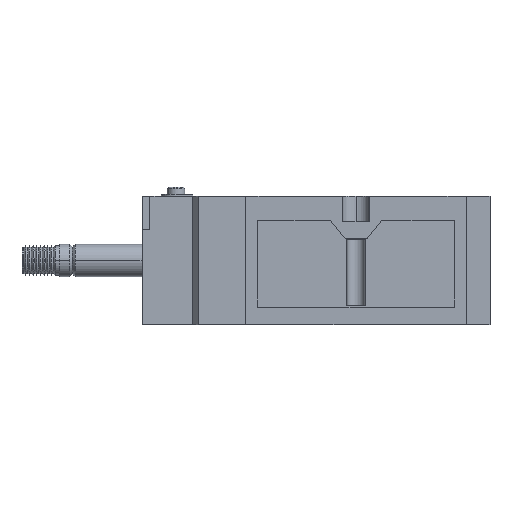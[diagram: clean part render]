
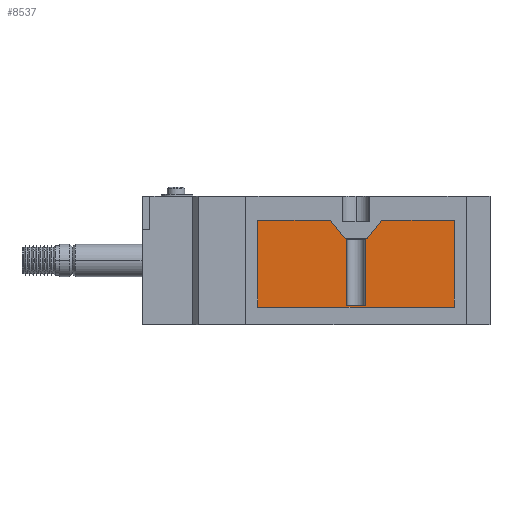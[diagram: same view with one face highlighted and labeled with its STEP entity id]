
A CAD part, top view. The second image highlights one B-rep face of the part: STEP entity #8537.
In plain terms, the highlighted planar face has unit normal (0, 0, 1).
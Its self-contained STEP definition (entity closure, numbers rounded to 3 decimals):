
#195 = EDGE_LOOP ( 'NONE', ( #11191, #11192, #11193, #11194, #11195, #11196, #11197, #11198 ) ) ;
#197 = EDGE_LOOP ( 'NONE', ( #11199, #11200, #11201, #11202 ) ) ;
#1391 = DIRECTION ( 'NONE',  ( 1., 0., 0. ) ) ;
#1395 = CARTESIAN_POINT ( 'NONE',  ( 0., 12.4, -0.7 ) ) ;
#1417 = CARTESIAN_POINT ( 'NONE',  ( -2.71, -5.8, -0.7 ) ) ;
#1528 = CARTESIAN_POINT ( 'NONE',  ( 2.71, -5.8, -0.7 ) ) ;
#1531 = DIRECTION ( 'NONE',  ( 0., -1., 0. ) ) ;
#1535 = DIRECTION ( 'NONE',  ( 0., 1., 0. ) ) ;
#1579 = DIRECTION ( 'NONE',  ( 1., 0., 0. ) ) ;
#1581 = CARTESIAN_POINT ( 'NONE',  ( 0., -5.8, -0.7 ) ) ;
#1978 = VERTEX_POINT ( 'NONE', #7832 ) ;
#2014 = VERTEX_POINT ( 'NONE', #7840 ) ;
#2016 = VERTEX_POINT ( 'NONE', #7811 ) ;
#2019 = VERTEX_POINT ( 'NONE', #7854 ) ;
#4192 = LINE ( 'NONE', #4438, #4193 ) ;
#4193 = VECTOR ( 'NONE', #4440, 1000. ) ;
#4194 = LINE ( 'NONE', #4658, #4195 ) ;
#4195 = VECTOR ( 'NONE', #4514, 1000. ) ;
#4196 = LINE ( 'NONE', #4606, #4197 ) ;
#4197 = VECTOR ( 'NONE', #4511, 1000. ) ;
#4198 = LINE ( 'NONE', #4613, #4199 ) ;
#4199 = VECTOR ( 'NONE', #4519, 1000. ) ;
#4200 = LINE ( 'NONE', #4563, #4201 ) ;
#4201 = VECTOR ( 'NONE', #4516, 1000. ) ;
#4202 = LINE ( 'NONE', #4567, #4203 ) ;
#4203 = VECTOR ( 'NONE', #4506, 1000. ) ;
#4204 = LINE ( 'NONE', #4565, #4205 ) ;
#4205 = VECTOR ( 'NONE', #4505, 1000. ) ;
#4206 = LINE ( 'NONE', #4493, #4207 ) ;
#4207 = VECTOR ( 'NONE', #4593, 1000. ) ;
#4394 = FACE_OUTER_BOUND ( 'NONE', #195, .T. ) ;
#4395 = FACE_BOUND ( 'NONE', #197, .T. ) ;
#4438 = CARTESIAN_POINT ( 'NONE',  ( 26.8, 12.7, -0.7 ) ) ;
#4440 = DIRECTION ( 'NONE',  ( 0., 1., 0. ) ) ;
#4493 = CARTESIAN_POINT ( 'NONE',  ( 26.8, 12.7, -0.7 ) ) ;
#4505 = DIRECTION ( 'NONE',  ( 0., -1., 0. ) ) ;
#4506 = DIRECTION ( 'NONE',  ( 1., 0., 0. ) ) ;
#4511 = DIRECTION ( 'NONE',  ( 0.625, -0.781, 0. ) ) ;
#4514 = DIRECTION ( 'NONE',  ( 1., 0., 0. ) ) ;
#4516 = DIRECTION ( 'NONE',  ( 0.625, 0.781, 0. ) ) ;
#4519 = DIRECTION ( 'NONE',  ( 1., 0., 0. ) ) ;
#4540 = CARTESIAN_POINT ( 'NONE',  ( -2.71, 12.4, -0.7 ) ) ;
#4563 = CARTESIAN_POINT ( 'NONE',  ( -7., -11., -0.7 ) ) ;
#4565 = CARTESIAN_POINT ( 'NONE',  ( -26.8, 12.7, -0.7 ) ) ;
#4567 = CARTESIAN_POINT ( 'NONE',  ( -26.8, -11., -0.7 ) ) ;
#4593 = DIRECTION ( 'NONE',  ( -1., 0., 0. ) ) ;
#4606 = CARTESIAN_POINT ( 'NONE',  ( 7., -11., -0.7 ) ) ;
#4613 = CARTESIAN_POINT ( 'NONE',  ( 3., -6., -0.7 ) ) ;
#4658 = CARTESIAN_POINT ( 'NONE',  ( 26.8, -11., -0.7 ) ) ;
#4706 = EDGE_CURVE ( 'NONE', #8079, #8060, #9386, .T. ) ;
#4714 = EDGE_CURVE ( 'NONE', #8070, #7783, #9399, .T. ) ;
#4759 = EDGE_CURVE ( 'NONE', #7783, #8079, #9486, .T. ) ;
#4774 = EDGE_CURVE ( 'NONE', #8070, #8060, #9507, .T. ) ;
#5218 = AXIS2_PLACEMENT_3D ( 'NONE', #10754, #10756, #10757 ) ;
#6527 = CARTESIAN_POINT ( 'NONE',  ( 2.71, -5.8, -0.7 ) ) ;
#6544 = CARTESIAN_POINT ( 'NONE',  ( 2.71, 12.4, -0.7 ) ) ;
#6581 = CARTESIAN_POINT ( 'NONE',  ( -2.71, -5.8, -0.7 ) ) ;
#7145 = VERTEX_POINT ( 'NONE', #9719 ) ;
#7169 = VERTEX_POINT ( 'NONE', #9364 ) ;
#7236 = VERTEX_POINT ( 'NONE', #9586 ) ;
#7246 = VERTEX_POINT ( 'NONE', #9652 ) ;
#7491 = EDGE_CURVE ( 'NONE', #2016, #7145, #4192, .T. ) ;
#7492 = EDGE_CURVE ( 'NONE', #1978, #2016, #4194, .T. ) ;
#7493 = EDGE_CURVE ( 'NONE', #7236, #1978, #4196, .T. ) ;
#7494 = EDGE_CURVE ( 'NONE', #7246, #7236, #4198, .T. ) ;
#7495 = EDGE_CURVE ( 'NONE', #7169, #7246, #4200, .T. ) ;
#7496 = EDGE_CURVE ( 'NONE', #2019, #7169, #4202, .T. ) ;
#7497 = EDGE_CURVE ( 'NONE', #2014, #2019, #4204, .T. ) ;
#7498 = EDGE_CURVE ( 'NONE', #7145, #2014, #4206, .T. ) ;
#7783 = VERTEX_POINT ( 'NONE', #4540 ) ;
#7811 = CARTESIAN_POINT ( 'NONE',  ( 26.8, -11., -0.7 ) ) ;
#7832 = CARTESIAN_POINT ( 'NONE',  ( 7., -11., -0.7 ) ) ;
#7840 = CARTESIAN_POINT ( 'NONE',  ( -26.8, 12.7, -0.7 ) ) ;
#7854 = CARTESIAN_POINT ( 'NONE',  ( -26.8, -11., -0.7 ) ) ;
#8060 = VERTEX_POINT ( 'NONE', #6527 ) ;
#8070 = VERTEX_POINT ( 'NONE', #6581 ) ;
#8079 = VERTEX_POINT ( 'NONE', #6544 ) ;
#8537 = ADVANCED_FACE ( 'NONE', ( #4394, #4395 ), #10752, .T. ) ;
#9364 = CARTESIAN_POINT ( 'NONE',  ( -7., -11., -0.7 ) ) ;
#9386 = LINE ( 'NONE', #1528, #9389 ) ;
#9389 = VECTOR ( 'NONE', #1531, 1000. ) ;
#9399 = LINE ( 'NONE', #1417, #9402 ) ;
#9402 = VECTOR ( 'NONE', #1535, 1000. ) ;
#9486 = LINE ( 'NONE', #1395, #9488 ) ;
#9488 = VECTOR ( 'NONE', #1391, 1000. ) ;
#9507 = LINE ( 'NONE', #1581, #9509 ) ;
#9509 = VECTOR ( 'NONE', #1579, 1000. ) ;
#9586 = CARTESIAN_POINT ( 'NONE',  ( 3., -6., -0.7 ) ) ;
#9652 = CARTESIAN_POINT ( 'NONE',  ( -3., -6., -0.7 ) ) ;
#9719 = CARTESIAN_POINT ( 'NONE',  ( 26.8, 12.7, -0.7 ) ) ;
#10752 = PLANE ( 'NONE',  #5218 ) ;
#10754 = CARTESIAN_POINT ( 'NONE',  ( -26.8, 12.7, -0.7 ) ) ;
#10756 = DIRECTION ( 'NONE',  ( 0., 0., 1. ) ) ;
#10757 = DIRECTION ( 'NONE',  ( 1., 0., 0. ) ) ;
#11191 = ORIENTED_EDGE ( 'NONE', *, *, #7498, .T. ) ;
#11192 = ORIENTED_EDGE ( 'NONE', *, *, #7497, .T. ) ;
#11193 = ORIENTED_EDGE ( 'NONE', *, *, #7496, .T. ) ;
#11194 = ORIENTED_EDGE ( 'NONE', *, *, #7495, .T. ) ;
#11195 = ORIENTED_EDGE ( 'NONE', *, *, #7494, .T. ) ;
#11196 = ORIENTED_EDGE ( 'NONE', *, *, #7493, .T. ) ;
#11197 = ORIENTED_EDGE ( 'NONE', *, *, #7492, .T. ) ;
#11198 = ORIENTED_EDGE ( 'NONE', *, *, #7491, .T. ) ;
#11199 = ORIENTED_EDGE ( 'NONE', *, *, #4706, .T. ) ;
#11200 = ORIENTED_EDGE ( 'NONE', *, *, #4774, .F. ) ;
#11201 = ORIENTED_EDGE ( 'NONE', *, *, #4714, .T. ) ;
#11202 = ORIENTED_EDGE ( 'NONE', *, *, #4759, .T. ) ;
